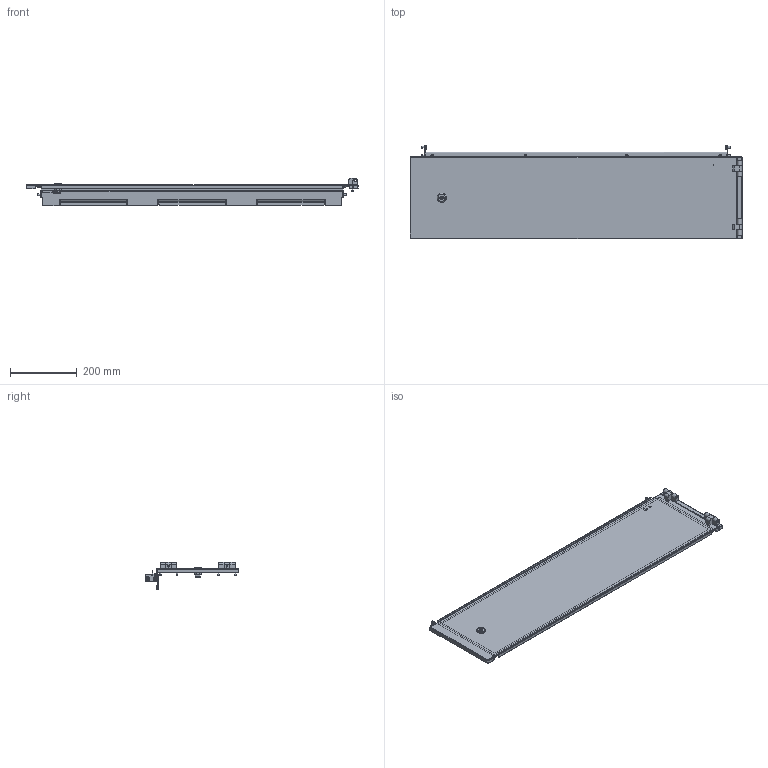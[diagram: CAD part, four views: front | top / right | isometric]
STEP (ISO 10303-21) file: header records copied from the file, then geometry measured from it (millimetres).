
FILE_DESCRIPTION (( 'STEP AP214' ), '1' );
FILE_NAME ('YKM40D-FO-DMS-025-100-54 FORMAT Äâåðü ìåòàëëè÷åñêàÿ ÷àñòè÷íàÿ 250õ1000ìì IP54 IEK.STEP', '2022-05-30T08:33:29', ( '' ), ( '' ), 'SwSTEP 2.0', 'SolidWorks 2017', '' );
FILE_SCHEMA (( 'AUTOMOTIVE_DESIGN' ));
Length unit declared in the file: millimetre
Products named in the file (1): YKM40D-FO-DMS-025-100-54 FORMAT Äâåðü ìåòàëëè÷åñêàÿ ÷àñòè÷íàÿ 250õ1000ìì IP54 IEK
Bounding box: 994 x 280.5 x 82.1 mm (x, y, z)
Volume: 641126.5 mm3; surface area: 853778.7 mm2
Topology: 35 solids, 35 shells, 1212 faces, 3057 edges, 1932 vertices
Faces by surface type: plane 602, cylinder 394, cone 132, bspline 60, sphere 20, torus 4
Entity records: 52527 total; most frequent: CARTESIAN_POINT 9724, DIRECTION 6087, ORIENTED_EDGE 6082, EDGE_CURVE 3041, AXIS2_PLACEMENT_3D 2289, VERTEX_POINT 1932, LINE 1509, VECTOR 1509
